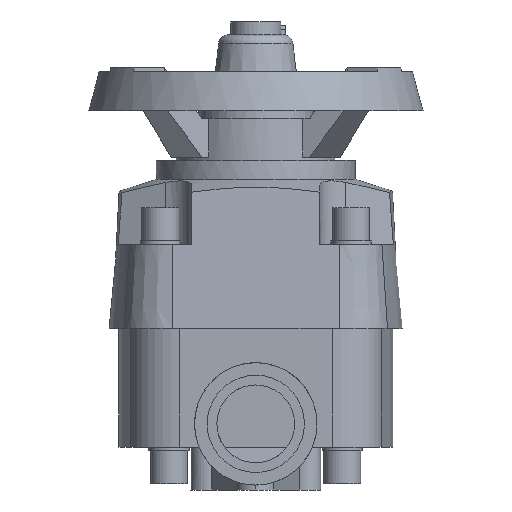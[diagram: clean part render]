
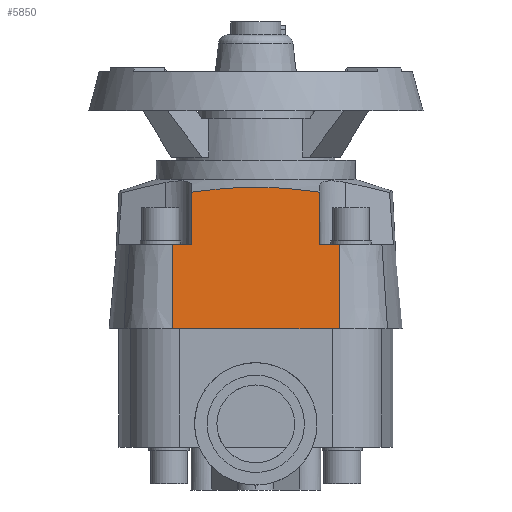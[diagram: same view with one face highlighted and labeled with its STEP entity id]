
A CAD part, left-side view. The second image highlights one B-rep face of the part: STEP entity #5850.
In plain terms, the highlighted planar face has unit normal (-0.998, 0, 0.07).
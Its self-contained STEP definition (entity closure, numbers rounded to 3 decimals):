
#217=CARTESIAN_POINT('',(-32.044,-16.5,59.572));
#218=VERTEX_POINT('',#217);
#219=CARTESIAN_POINT('',(-31.954,0.,60.855));
#220=VERTEX_POINT('',#219);
#221=CARTESIAN_POINT('',(-32.044,-16.5,59.572));
#222=CARTESIAN_POINT('',(-31.954,-7.744,60.855));
#223=CARTESIAN_POINT('',(-31.954,0.,60.855));
#231=(BOUNDED_CURVE()B_SPLINE_CURVE(2,(#221,#222,#223),.UNSPECIFIED.,.F.,.U.)B_SPLINE_CURVE_WITH_KNOTS((3,3),(45.583,73.292),.UNSPECIFIED.)CURVE()GEOMETRIC_REPRESENTATION_ITEM()RATIONAL_B_SPLINE_CURVE((1.645,1.752,1.752))REPRESENTATION_ITEM(''));
#232=EDGE_CURVE('',#218,#220,#231,.T.);
#459=CARTESIAN_POINT('',(-32.044,16.5,59.572));
#460=VERTEX_POINT('',#459);
#474=CARTESIAN_POINT('',(-31.954,0.,60.855));
#475=CARTESIAN_POINT('',(-31.954,7.744,60.855));
#476=CARTESIAN_POINT('',(-32.044,16.5,59.572));
#484=(BOUNDED_CURVE()B_SPLINE_CURVE(2,(#474,#475,#476),.UNSPECIFIED.,.F.,.U.)B_SPLINE_CURVE_WITH_KNOTS((3,3),(73.292,101.001),.UNSPECIFIED.)CURVE()GEOMETRIC_REPRESENTATION_ITEM()RATIONAL_B_SPLINE_CURVE((1.752,1.752,1.645))REPRESENTATION_ITEM(''));
#485=EDGE_CURVE('',#220,#460,#484,.T.);
#4892=CARTESIAN_POINT('',(-34.5,-21.453,24.45));
#4893=VERTEX_POINT('',#4892);
#4901=CARTESIAN_POINT('',(-34.5,21.453,24.45));
#4902=VERTEX_POINT('',#4901);
#4903=CARTESIAN_POINT('',(-34.5,21.453,24.45));
#4904=DIRECTION('',(0.0,-1.0,0.0));
#4905=VECTOR('',#4904,42.906);
#4906=LINE('',#4903,#4905);
#4907=EDGE_CURVE('',#4902,#4893,#4906,.T.);
#5380=CARTESIAN_POINT('',(-32.986,-16.5,46.096));
#5381=VERTEX_POINT('',#5380);
#5382=CARTESIAN_POINT('',(-32.986,-16.5,46.096));
#5383=DIRECTION('',(0.07,0.0,0.998));
#5384=VECTOR('',#5383,13.509);
#5385=LINE('',#5382,#5384);
#5386=EDGE_CURVE('',#5381,#218,#5385,.T.);
#5467=CARTESIAN_POINT('',(-32.986,-21.453,46.096));
#5468=VERTEX_POINT('',#5467);
#5469=CARTESIAN_POINT('',(-32.986,-21.453,46.096));
#5470=DIRECTION('',(0.0,1.0,0.0));
#5471=VECTOR('',#5470,4.953);
#5472=LINE('',#5469,#5471);
#5473=EDGE_CURVE('',#5468,#5381,#5472,.T.);
#5505=CARTESIAN_POINT('',(-32.986,16.5,46.096));
#5506=VERTEX_POINT('',#5505);
#5507=CARTESIAN_POINT('',(-32.986,21.453,46.096));
#5508=VERTEX_POINT('',#5507);
#5509=CARTESIAN_POINT('',(-32.986,16.5,46.096));
#5510=DIRECTION('',(0.0,1.0,0.0));
#5511=VECTOR('',#5510,4.953);
#5512=LINE('',#5509,#5511);
#5513=EDGE_CURVE('',#5506,#5508,#5512,.T.);
#5613=CARTESIAN_POINT('',(-32.044,16.5,59.572));
#5614=DIRECTION('',(-0.07,0.0,-0.998));
#5615=VECTOR('',#5614,13.509);
#5616=LINE('',#5613,#5615);
#5617=EDGE_CURVE('',#460,#5506,#5616,.T.);
#5638=CARTESIAN_POINT('',(-34.5,21.453,24.45));
#5639=DIRECTION('',(0.07,0.,0.998));
#5640=VECTOR('',#5639,21.699);
#5641=LINE('',#5638,#5640);
#5642=EDGE_CURVE('',#4902,#5508,#5641,.T.);
#5823=CARTESIAN_POINT('',(-34.5,-21.453,24.45));
#5824=DIRECTION('',(0.07,0.0,0.998));
#5825=VECTOR('',#5824,21.699);
#5826=LINE('',#5823,#5825);
#5827=EDGE_CURVE('',#4893,#5468,#5826,.T.);
#5834=CARTESIAN_POINT('',(-34.5,-21.453,24.45));
#5835=DIRECTION('',(-0.998,0.0,0.07));
#5836=DIRECTION('',(0.07,0.0,0.998));
#5837=AXIS2_PLACEMENT_3D('',#5834,#5835,#5836);
#5838=PLANE('',#5837);
#5839=ORIENTED_EDGE('',*,*,#5386,.T.);
#5840=ORIENTED_EDGE('',*,*,#232,.T.);
#5841=ORIENTED_EDGE('',*,*,#485,.T.);
#5842=ORIENTED_EDGE('',*,*,#5617,.T.);
#5843=ORIENTED_EDGE('',*,*,#5513,.T.);
#5844=ORIENTED_EDGE('',*,*,#5642,.F.);
#5845=ORIENTED_EDGE('',*,*,#4907,.T.);
#5846=ORIENTED_EDGE('',*,*,#5827,.T.);
#5847=ORIENTED_EDGE('',*,*,#5473,.T.);
#5848=EDGE_LOOP('',(#5839,#5840,#5841,#5842,#5843,#5844,#5845,#5846,#5847));
#5849=FACE_OUTER_BOUND('',#5848,.T.);
#5850=ADVANCED_FACE('',(#5849),#5838,.T.);
